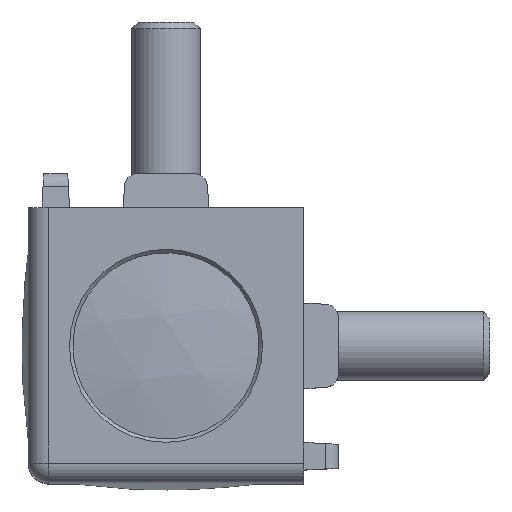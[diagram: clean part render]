
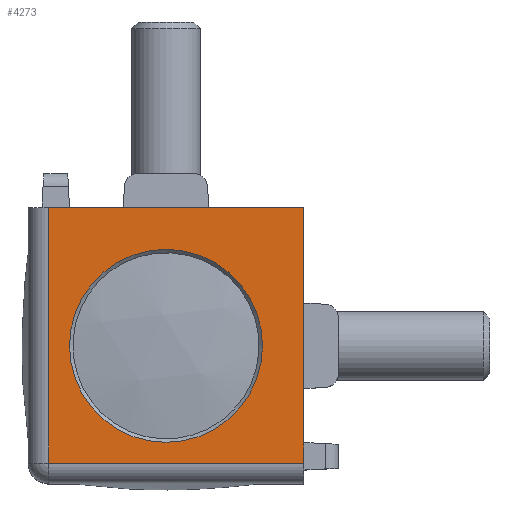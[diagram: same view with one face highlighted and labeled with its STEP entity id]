
A CAD part, top view. The second image highlights one B-rep face of the part: STEP entity #4273.
In plain terms, the highlighted planar face has unit normal (0, 0, 1).
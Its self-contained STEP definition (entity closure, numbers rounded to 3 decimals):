
#80=FACE_BOUND('',#1303,.T.);
#101=PLANE('',#4630);
#395=LINE('',#6650,#722);
#420=LINE('',#6714,#747);
#445=LINE('',#6781,#772);
#446=LINE('',#6782,#773);
#722=VECTOR('',#5265,18.5);
#747=VECTOR('',#5308,18.5);
#772=VECTOR('',#5357,18.5);
#773=VECTOR('',#5358,18.5);
#1043=FACE_OUTER_BOUND('',#1302,.T.);
#1302=EDGE_LOOP('',(#3029,#3030,#3031,#3032));
#1303=EDGE_LOOP('',(#3033,#3034));
#1563=CIRCLE('',#4549,7.);
#1564=CIRCLE('',#4550,7.);
#1770=VERTEX_POINT('',#6463);
#1771=VERTEX_POINT('',#6465);
#1848=VERTEX_POINT('',#6647);
#1849=VERTEX_POINT('',#6649);
#1879=VERTEX_POINT('',#6713);
#1909=VERTEX_POINT('',#6780);
#2181=EDGE_CURVE('',#1771,#1770,#1563,.T.);
#2182=EDGE_CURVE('',#1770,#1771,#1564,.T.);
#2275=EDGE_CURVE('',#1849,#1848,#395,.T.);
#2308=EDGE_CURVE('',#1879,#1849,#420,.T.);
#2342=EDGE_CURVE('',#1848,#1909,#445,.T.);
#2343=EDGE_CURVE('',#1909,#1879,#446,.T.);
#3029=ORIENTED_EDGE('',*,*,#2342,.T.);
#3030=ORIENTED_EDGE('',*,*,#2343,.T.);
#3031=ORIENTED_EDGE('',*,*,#2308,.T.);
#3032=ORIENTED_EDGE('',*,*,#2275,.T.);
#3033=ORIENTED_EDGE('',*,*,#2181,.T.);
#3034=ORIENTED_EDGE('',*,*,#2182,.T.);
#4273=ADVANCED_FACE('',(#1043,#80),#101,.T.);
#4549=AXIS2_PLACEMENT_3D('',#6466,#5098,#5099);
#4550=AXIS2_PLACEMENT_3D('',#6467,#5100,#5101);
#4630=AXIS2_PLACEMENT_3D('',#6779,#5355,#5356);
#5098=DIRECTION('center_axis',(0.,0.,-1.));
#5099=DIRECTION('ref_axis',(1.,0.,0.));
#5100=DIRECTION('center_axis',(0.,0.,-1.));
#5101=DIRECTION('ref_axis',(1.,0.,0.));
#5265=DIRECTION('',(-1.,0.,0.));
#5308=DIRECTION('',(0.,1.,0.));
#5355=DIRECTION('center_axis',(0.,0.,1.));
#5356=DIRECTION('ref_axis',(1.,0.,0.));
#5357=DIRECTION('',(0.,-1.,0.));
#5358=DIRECTION('',(1.,0.,0.));
#6463=CARTESIAN_POINT('',(-7.,0.,10.));
#6465=CARTESIAN_POINT('',(7.,0.,10.));
#6466=CARTESIAN_POINT('Origin',(0.,0.,10.));
#6467=CARTESIAN_POINT('Origin',(0.,0.,10.));
#6647=CARTESIAN_POINT('',(-8.5,10.,10.));
#6649=CARTESIAN_POINT('',(10.,10.,10.));
#6650=CARTESIAN_POINT('',(10.,10.,10.));
#6713=CARTESIAN_POINT('',(10.,-8.5,10.));
#6714=CARTESIAN_POINT('',(10.,-8.5,10.));
#6779=CARTESIAN_POINT('Origin',(-10.,-10.,10.));
#6780=CARTESIAN_POINT('',(-8.5,-8.5,10.));
#6781=CARTESIAN_POINT('',(-8.5,10.,10.));
#6782=CARTESIAN_POINT('',(-8.5,-8.5,10.));
